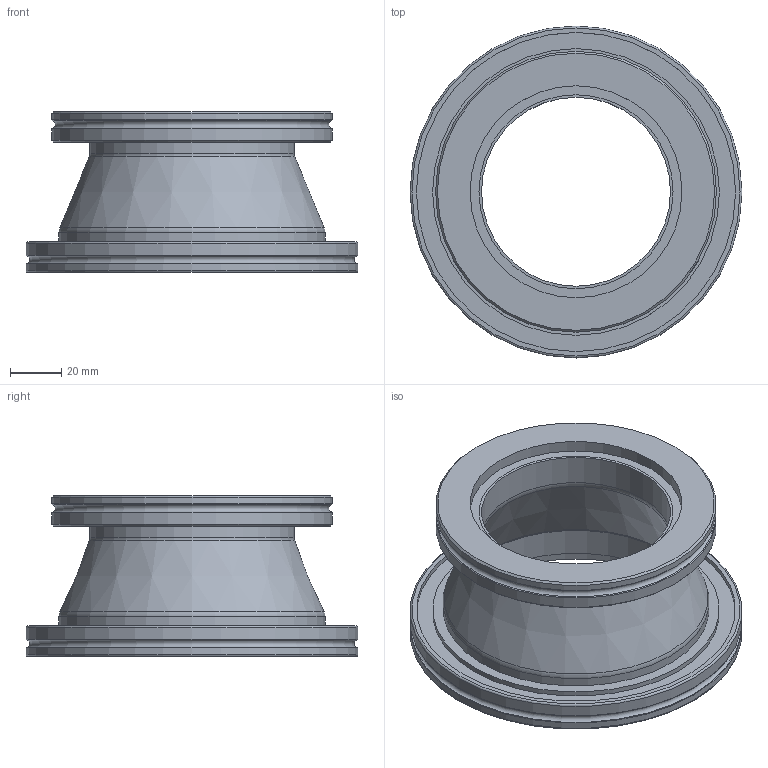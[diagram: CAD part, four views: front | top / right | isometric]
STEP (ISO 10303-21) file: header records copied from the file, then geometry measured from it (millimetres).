
FILE_DESCRIPTION (( 'STEP AP214' ), '1' );
FILE_NAME ('RC1ISOK10080FULLVAC.STEP', '2025-11-20T14:16:19', ( '' ), ( '' ), 'SwSTEP 2.0', 'SolidWorks 2017', '' );
FILE_SCHEMA (( 'AUTOMOTIVE_DESIGN' ));
Length unit declared in the file: millimetre
Products named in the file (4): BS1ISOK100 FULLVAC_104RC1; RC1ISOK10080FULLVAC; BS1ISOK80 FULLVAC_80RCISOK; RC10063-XX_ISO80LG63
Assembly tree (3 placements, depth 2):
  RC1ISOK10080FULLVAC
    BS1ISOK100 FULLVAC_104RC1
    RC10063-XX_ISO80LG63
    BS1ISOK80 FULLVAC_80RCISOK
Bounding box: 130 x 130 x 63 mm (x, y, z)
Volume: 150848.7 mm3; surface area: 72797.4 mm2
Topology: 3 solids, 3 shells, 53 faces, 91 edges, 54 vertices
Faces by surface type: cylinder 20, plane 16, torus 11, cone 6
Full cylindrical faces by diameter (mm): 74 x1, 76 x2, 80 x2, 83 x1, 92.3 x1, 97 x1, 100.8 x2, 102.15 x1, 104.25 x2, 105 x1, 110 x2, 112.3 x1, 125 x1, 130 x2
Entity records: 1230 total; most frequent: DIRECTION 224, CARTESIAN_POINT 165, AXIS2_PLACEMENT_3D 112, EDGE_LOOP 106, ORIENTED_EDGE 106, FACE_OUTER_BOUND 84, VERTEX_POINT 53, ADVANCED_FACE 53
